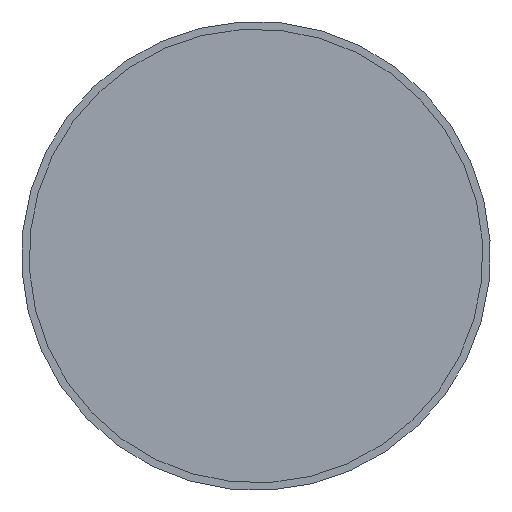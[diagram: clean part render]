
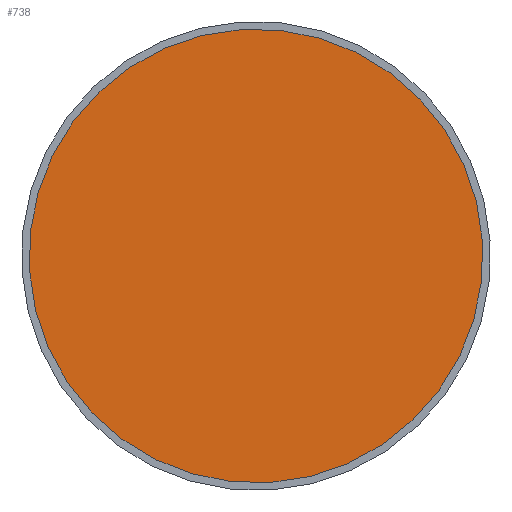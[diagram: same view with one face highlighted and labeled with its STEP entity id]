
A CAD part, front view. The second image highlights one B-rep face of the part: STEP entity #738.
In plain terms, the highlighted planar face has unit normal (0, -1, 0).
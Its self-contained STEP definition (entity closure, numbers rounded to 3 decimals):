
#51=PLANE('',#853);
#121=FACE_OUTER_BOUND('',#163,.T.);
#163=EDGE_LOOP('',(#608,#609));
#273=CIRCLE('',#851,30.);
#274=CIRCLE('',#852,30.);
#346=VERTEX_POINT('',#1277);
#347=VERTEX_POINT('',#1278);
#441=EDGE_CURVE('',#346,#347,#273,.T.);
#442=EDGE_CURVE('',#347,#346,#274,.T.);
#608=ORIENTED_EDGE('',*,*,#441,.T.);
#609=ORIENTED_EDGE('',*,*,#442,.T.);
#738=ADVANCED_FACE('',(#121),#51,.T.);
#851=AXIS2_PLACEMENT_3D('',#1279,#1052,#1053);
#852=AXIS2_PLACEMENT_3D('',#1280,#1054,#1055);
#853=AXIS2_PLACEMENT_3D('',#1282,#1057,#1058);
#1052=DIRECTION('center_axis',(0.,-1.,0.));
#1053=DIRECTION('ref_axis',(0.831,0.,0.556));
#1054=DIRECTION('center_axis',(0.,-1.,0.));
#1055=DIRECTION('ref_axis',(0.831,0.,0.556));
#1057=DIRECTION('center_axis',(0.,-1.,0.));
#1058=DIRECTION('ref_axis',(0.556,0.,-0.831));
#1277=CARTESIAN_POINT('',(24.934,-43.077,16.682));
#1278=CARTESIAN_POINT('',(-24.934,-43.077,-16.682));
#1279=CARTESIAN_POINT('Origin',(0.,-43.077,
0.));
#1280=CARTESIAN_POINT('Origin',(0.,-43.077,
0.));
#1282=CARTESIAN_POINT('Origin',(12.467,-43.077,8.341));
